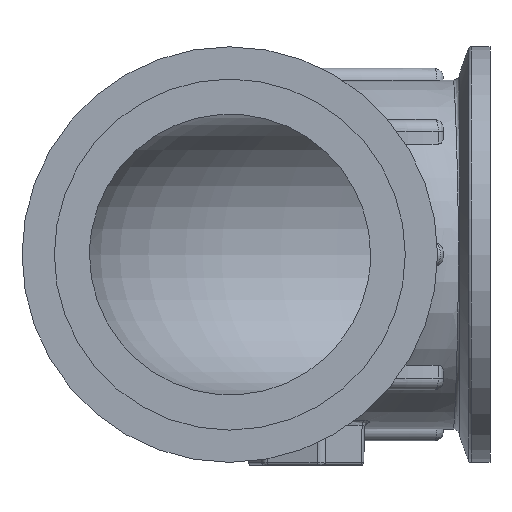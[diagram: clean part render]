
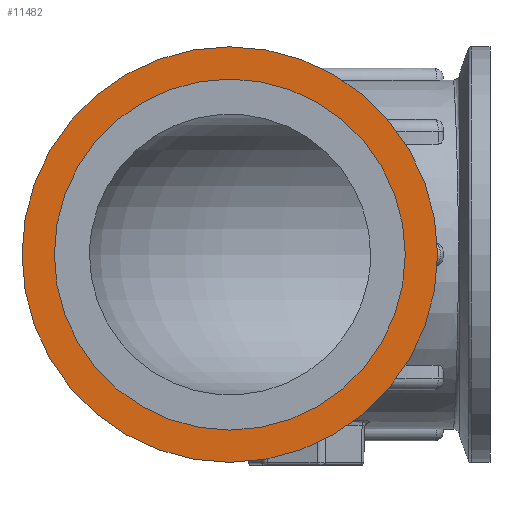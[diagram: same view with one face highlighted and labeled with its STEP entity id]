
A CAD part, left-side view. The second image highlights one B-rep face of the part: STEP entity #11482.
In plain terms, the highlighted planar face has unit normal (-1, 0, 0).
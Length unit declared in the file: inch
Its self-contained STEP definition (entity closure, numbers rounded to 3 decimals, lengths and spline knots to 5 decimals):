
#472=FACE_BOUND('',#2134,.T.);
#749=PLANE('',#12023);
#1413=FACE_OUTER_BOUND('',#2133,.T.);
#2133=EDGE_LOOP('',(#10763,#10764));
#2134=EDGE_LOOP('',(#10765,#10766));
#4376=CIRCLE('',#12008,2.22);
#4377=CIRCLE('',#12009,2.22);
#4385=CIRCLE('',#12021,1.875);
#4386=CIRCLE('',#12022,1.875);
#5535=VERTEX_POINT('',#29643);
#5536=VERTEX_POINT('',#29645);
#5542=VERTEX_POINT('',#29665);
#5543=VERTEX_POINT('',#29667);
#7276=EDGE_CURVE('',#5535,#5536,#4376,.T.);
#7277=EDGE_CURVE('',#5536,#5535,#4377,.T.);
#7287=EDGE_CURVE('',#5543,#5542,#4385,.T.);
#7288=EDGE_CURVE('',#5542,#5543,#4386,.T.);
#10763=ORIENTED_EDGE('',*,*,#7277,.F.);
#10764=ORIENTED_EDGE('',*,*,#7276,.F.);
#10765=ORIENTED_EDGE('',*,*,#7287,.T.);
#10766=ORIENTED_EDGE('',*,*,#7288,.T.);
#11482=ADVANCED_FACE('',(#1413,#472),#749,.T.);
#12008=AXIS2_PLACEMENT_3D('',#29646,#13519,#13520);
#12009=AXIS2_PLACEMENT_3D('',#29647,#13521,#13522);
#12021=AXIS2_PLACEMENT_3D('',#29668,#13547,#13548);
#12022=AXIS2_PLACEMENT_3D('',#29669,#13549,#13550);
#12023=AXIS2_PLACEMENT_3D('',#29670,#13551,#13552);
#13519=DIRECTION('center_axis',(1.,0.,0.));
#13520=DIRECTION('ref_axis',(0.,1.,0.));
#13521=DIRECTION('center_axis',(1.,0.,0.));
#13522=DIRECTION('ref_axis',(0.,1.,0.));
#13547=DIRECTION('center_axis',(1.,0.,0.));
#13548=DIRECTION('ref_axis',(0.,1.,0.));
#13549=DIRECTION('center_axis',(1.,0.,0.));
#13550=DIRECTION('ref_axis',(0.,1.,0.));
#13551=DIRECTION('center_axis',(-1.,0.,0.));
#13552=DIRECTION('ref_axis',(0.,0.,1.));
#29643=CARTESIAN_POINT('',(0.,-2.22,0.));
#29645=CARTESIAN_POINT('',(0.,2.22,0.));
#29646=CARTESIAN_POINT('Origin',(0.,0.,0.));
#29647=CARTESIAN_POINT('Origin',(0.,0.,0.));
#29665=CARTESIAN_POINT('',(0.,-1.875,0.));
#29667=CARTESIAN_POINT('',(0.,1.875,0.));
#29668=CARTESIAN_POINT('Origin',(0.,0.,0.));
#29669=CARTESIAN_POINT('Origin',(0.,0.,0.));
#29670=CARTESIAN_POINT('Origin',(0.,2.0475,0.));
